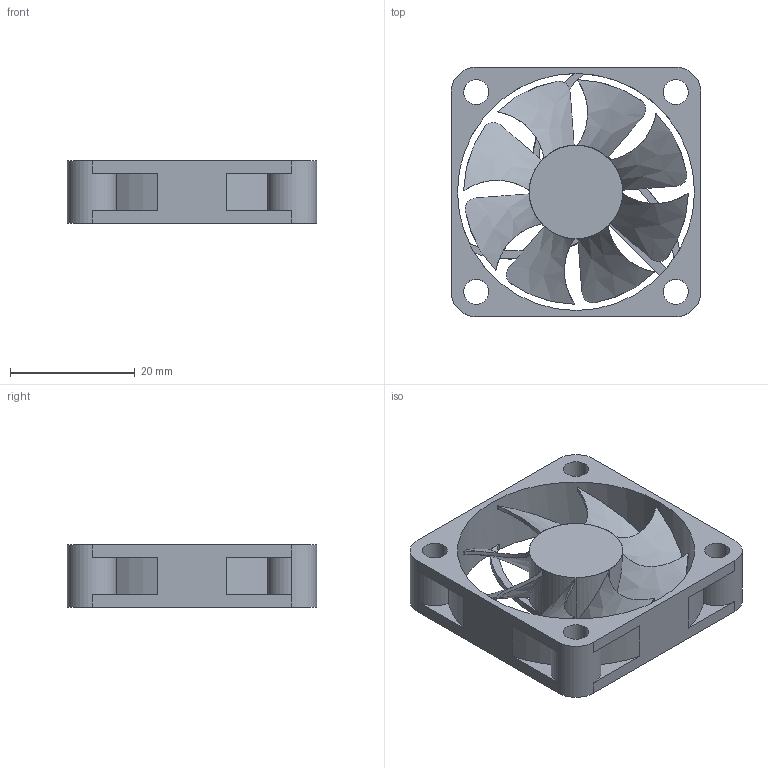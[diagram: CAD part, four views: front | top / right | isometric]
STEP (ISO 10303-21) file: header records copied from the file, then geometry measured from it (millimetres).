
FILE_DESCRIPTION (( 'STEP AP214' ), '1' );
FILE_NAME ('DC Fan(40X40).STEP', '2019-09-12T19:40:40', ( '' ), ( '' ), 'SwSTEP 2.0', 'SolidWorks 2019', '' );
FILE_SCHEMA (( 'AUTOMOTIVE_DESIGN' ));
Length unit declared in the file: millimetre
Products named in the file (3): DC Fan(40X40); DC Fan(40X40) Part1; DC Fan(40X40) Part2
Assembly tree (2 placements, depth 2):
  DC Fan(40X40)
    DC Fan(40X40) Part1
    DC Fan(40X40) Part2
Bounding box: 40 x 40 x 10 mm (x, y, z)
Volume: 9358 mm3; surface area: 16070.7 mm2
Topology: 9 solids, 9 shells, 196 faces, 488 edges, 324 vertices
Faces by surface type: cylinder 75, plane 67, bspline 54
Entity records: 8727 total; most frequent: CARTESIAN_POINT 4155, ORIENTED_EDGE 976, DIRECTION 788, EDGE_CURVE 488, VERTEX_POINT 324, AXIS2_PLACEMENT_3D 301, EDGE_LOOP 226, FACE_OUTER_BOUND 196
